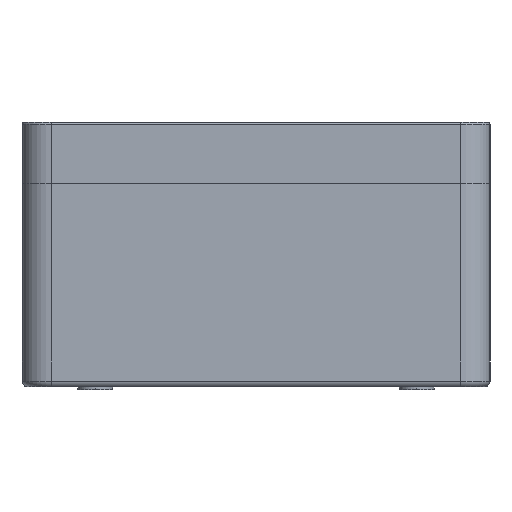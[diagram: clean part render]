
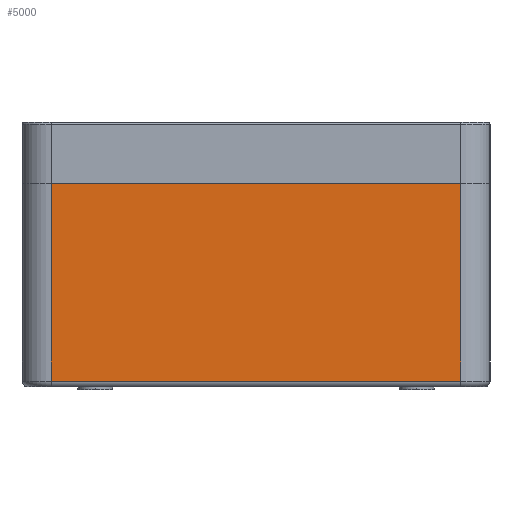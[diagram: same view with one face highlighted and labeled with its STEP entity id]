
A CAD part, left-side view. The second image highlights one B-rep face of the part: STEP entity #5000.
In plain terms, the highlighted planar face has unit normal (-1, 0, 0).
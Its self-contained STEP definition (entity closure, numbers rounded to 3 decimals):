
#376=DIRECTION('',(0.,1.,0.));
#377=VECTOR('',#376,140.);
#378=CARTESIAN_POINT('',(-280.,-70.,0.));
#379=LINE('',#378,#377);
#1566=DIRECTION('',(0.,1.,0.));
#1567=VECTOR('',#1566,140.);
#1568=CARTESIAN_POINT('',(-280.,-70.,-67.5));
#1569=LINE('',#1568,#1567);
#1573=DIRECTION('',(0.,0.,-1.));
#1574=VECTOR('',#1573,67.5);
#1575=CARTESIAN_POINT('',(-280.,70.,0.));
#1576=LINE('',#1575,#1574);
#1580=DIRECTION('',(0.,0.,1.));
#1581=VECTOR('',#1580,67.5);
#1582=CARTESIAN_POINT('',(-280.,-70.,-67.5));
#1583=LINE('',#1582,#1581);
#3568=CARTESIAN_POINT('',(-280.,70.,0.));
#3570=VERTEX_POINT('',#3568);
#3572=CARTESIAN_POINT('',(-280.,-70.,0.));
#3574=VERTEX_POINT('',#3572);
#3648=CARTESIAN_POINT('',(-280.,-70.,-67.5));
#3649=CARTESIAN_POINT('',(-280.,70.,-67.5));
#3650=VERTEX_POINT('',#3648);
#3651=VERTEX_POINT('',#3649);
#4988=CARTESIAN_POINT('',(-280.,80.,0.));
#4989=DIRECTION('',(-1.,0.,0.));
#4990=DIRECTION('',(0.,-1.,0.));
#4991=AXIS2_PLACEMENT_3D('',#4988,#4989,#4990);
#4992=PLANE('',#4991);
#4993=ORIENTED_EDGE('',*,*,#4873,.T.);
#4995=ORIENTED_EDGE('',*,*,#4994,.F.);
#4996=ORIENTED_EDGE('',*,*,#3983,.F.);
#4997=ORIENTED_EDGE('',*,*,#4981,.F.);
#4998=EDGE_LOOP('',(#4993,#4995,#4996,#4997));
#4999=FACE_OUTER_BOUND('',#4998,.F.);
#3983=EDGE_CURVE('',#3574,#3570,#379,.T.);
#4873=EDGE_CURVE('',#3650,#3651,#1569,.T.);
#4981=EDGE_CURVE('',#3650,#3574,#1583,.T.);
#4994=EDGE_CURVE('',#3570,#3651,#1576,.T.);
#5000=ADVANCED_FACE('',(#4999),#4992,.T.);
